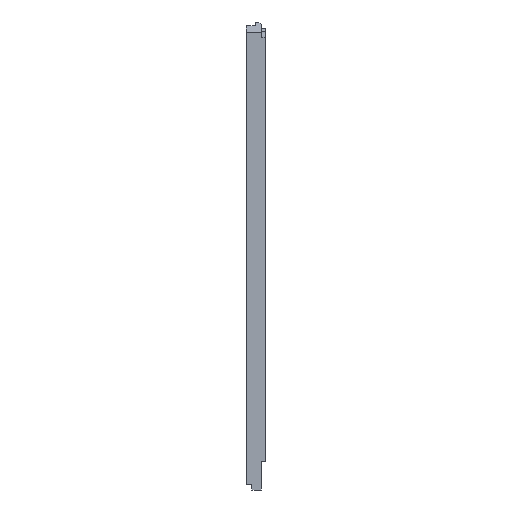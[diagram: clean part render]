
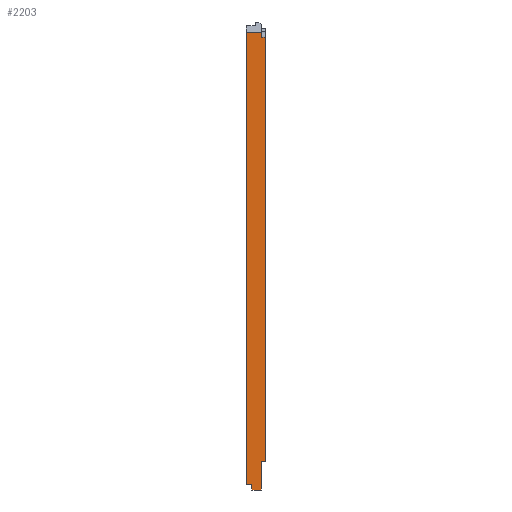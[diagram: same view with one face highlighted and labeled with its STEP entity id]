
A CAD part, left-side view. The second image highlights one B-rep face of the part: STEP entity #2203.
In plain terms, the highlighted planar face has unit normal (-1, 0, 0).
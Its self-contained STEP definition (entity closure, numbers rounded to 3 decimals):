
#52 = ORIENTED_EDGE ( 'NONE', *, *, #1096, .F. ) ;
#68 = VECTOR ( 'NONE', #2083, 1000. ) ;
#77 = VECTOR ( 'NONE', #1383, 1000. ) ;
#136 = CARTESIAN_POINT ( 'NONE',  ( -303., 7.5, -179.55 ) ) ;
#190 = LINE ( 'NONE', #255, #1332 ) ;
#207 = EDGE_CURVE ( 'NONE', #2371, #1425, #778, .T. ) ;
#225 = CARTESIAN_POINT ( 'NONE',  ( -303., -4.3, 171.55 ) ) ;
#239 = ORIENTED_EDGE ( 'NONE', *, *, #1574, .T. ) ;
#255 = CARTESIAN_POINT ( 'NONE',  ( -303., 7.5, 183.55 ) ) ;
#259 = CARTESIAN_POINT ( 'NONE',  ( -303., -7.4, 101.55 ) ) ;
#341 = DIRECTION ( 'NONE',  ( 0., 0., -1. ) ) ;
#348 = CARTESIAN_POINT ( 'NONE',  ( -303., -7.5, -161.55 ) ) ;
#370 = ORIENTED_EDGE ( 'NONE', *, *, #207, .T. ) ;
#371 = ORIENTED_EDGE ( 'NONE', *, *, #2734, .T. ) ;
#398 = CARTESIAN_POINT ( 'NONE',  ( -303., 3.2, -183.55 ) ) ;
#488 = VERTEX_POINT ( 'NONE', #1797 ) ;
#494 = CARTESIAN_POINT ( 'NONE',  ( -303., -4.3, -183.55 ) ) ;
#497 = CARTESIAN_POINT ( 'NONE',  ( -303., 0.5, 175.55 ) ) ;
#566 = VECTOR ( 'NONE', #341, 1000. ) ;
#594 = CARTESIAN_POINT ( 'NONE',  ( -303., -7.4, 183.55 ) ) ;
#644 = LINE ( 'NONE', #398, #68 ) ;
#655 = VECTOR ( 'NONE', #1854, 1000. ) ;
#661 = CARTESIAN_POINT ( 'NONE',  ( -303., -7.5, -161.55 ) ) ;
#707 = VECTOR ( 'NONE', #1002, 1000. ) ;
#715 = EDGE_CURVE ( 'NONE', #2371, #1468, #2464, .T. ) ;
#728 = VERTEX_POINT ( 'NONE', #1442 ) ;
#778 = LINE ( 'NONE', #497, #707 ) ;
#880 = LINE ( 'NONE', #2969, #2740 ) ;
#901 = ORIENTED_EDGE ( 'NONE', *, *, #2729, .F. ) ;
#911 = ORIENTED_EDGE ( 'NONE', *, *, #715, .F. ) ;
#923 = LINE ( 'NONE', #2463, #2127 ) ;
#1002 = DIRECTION ( 'NONE',  ( 0., 1., 0. ) ) ;
#1051 = EDGE_CURVE ( 'NONE', #2880, #1381, #2239, .T. ) ;
#1068 = DIRECTION ( 'NONE',  ( 0., -1., 0. ) ) ;
#1074 = CARTESIAN_POINT ( 'NONE',  ( -303., -7.5, 183.55 ) ) ;
#1096 = EDGE_CURVE ( 'NONE', #1841, #728, #1483, .T. ) ;
#1136 = EDGE_CURVE ( 'NONE', #488, #2145, #1293, .T. ) ;
#1167 = ORIENTED_EDGE ( 'NONE', *, *, #1136, .T. ) ;
#1169 = VERTEX_POINT ( 'NONE', #136 ) ;
#1293 = LINE ( 'NONE', #661, #655 ) ;
#1320 = DIRECTION ( 'NONE',  ( 0., -1., 0. ) ) ;
#1332 = VECTOR ( 'NONE', #2182, 1000. ) ;
#1335 = CARTESIAN_POINT ( 'NONE',  ( -303., -7.4, 171.55 ) ) ;
#1381 = VERTEX_POINT ( 'NONE', #259 ) ;
#1382 = CARTESIAN_POINT ( 'NONE',  ( -303., -7.5, 101.55 ) ) ;
#1383 = DIRECTION ( 'NONE',  ( 0., 1., 0. ) ) ;
#1416 = ORIENTED_EDGE ( 'NONE', *, *, #2121, .F. ) ;
#1425 = VERTEX_POINT ( 'NONE', #2955 ) ;
#1437 = LINE ( 'NONE', #2305, #1707 ) ;
#1442 = CARTESIAN_POINT ( 'NONE',  ( -303., 3.2, -183.55 ) ) ;
#1468 = VERTEX_POINT ( 'NONE', #3020 ) ;
#1483 = LINE ( 'NONE', #3033, #77 ) ;
#1497 = EDGE_CURVE ( 'NONE', #1381, #1581, #1437, .T. ) ;
#1517 = EDGE_CURVE ( 'NONE', #1581, #2145, #1998, .T. ) ;
#1519 = VERTEX_POINT ( 'NONE', #1786 ) ;
#1560 = DIRECTION ( 'NONE',  ( 0., -1., 0. ) ) ;
#1568 = DIRECTION ( 'NONE',  ( 0., 0., -1. ) ) ;
#1574 = EDGE_CURVE ( 'NONE', #1519, #728, #644, .T. ) ;
#1581 = VERTEX_POINT ( 'NONE', #1382 ) ;
#1625 = CARTESIAN_POINT ( 'NONE',  ( -303., 7.5, 183.55 ) ) ;
#1707 = VECTOR ( 'NONE', #1320, 1000. ) ;
#1728 = VECTOR ( 'NONE', #1560, 1000. ) ;
#1786 = CARTESIAN_POINT ( 'NONE',  ( -303., 3.2, -179.55 ) ) ;
#1797 = CARTESIAN_POINT ( 'NONE',  ( -303., -4.3, -161.55 ) ) ;
#1841 = VERTEX_POINT ( 'NONE', #494 ) ;
#1846 = ORIENTED_EDGE ( 'NONE', *, *, #1051, .F. ) ;
#1854 = DIRECTION ( 'NONE',  ( 0., -1., 0. ) ) ;
#1904 = FACE_OUTER_BOUND ( 'NONE', #3098, .T. ) ;
#1927 = CARTESIAN_POINT ( 'NONE',  ( -303., -4.3, 175.55 ) ) ;
#1947 = DIRECTION ( 'NONE',  ( 0., 0., -1. ) ) ;
#1988 = ORIENTED_EDGE ( 'NONE', *, *, #1497, .F. ) ;
#1998 = LINE ( 'NONE', #1074, #566 ) ;
#2083 = DIRECTION ( 'NONE',  ( 0., 0., -1. ) ) ;
#2106 = DIRECTION ( 'NONE',  ( -1., 0., 0. ) ) ;
#2121 = EDGE_CURVE ( 'NONE', #1468, #2880, #2360, .T. ) ;
#2127 = VECTOR ( 'NONE', #1068, 1000. ) ;
#2145 = VERTEX_POINT ( 'NONE', #348 ) ;
#2182 = DIRECTION ( 'NONE',  ( 0., 0., 1. ) ) ;
#2203 = ADVANCED_FACE ( 'NONE', ( #1904 ), #3106, .T. ) ;
#2239 = LINE ( 'NONE', #594, #2936 ) ;
#2294 = ORIENTED_EDGE ( 'NONE', *, *, #1517, .F. ) ;
#2305 = CARTESIAN_POINT ( 'NONE',  ( -303., -7.4, 101.55 ) ) ;
#2360 = LINE ( 'NONE', #3026, #1728 ) ;
#2371 = VERTEX_POINT ( 'NONE', #1927 ) ;
#2463 = CARTESIAN_POINT ( 'NONE',  ( -303., 7.5, -179.55 ) ) ;
#2464 = LINE ( 'NONE', #225, #2619 ) ;
#2619 = VECTOR ( 'NONE', #1947, 1000. ) ;
#2729 = EDGE_CURVE ( 'NONE', #1169, #1425, #190, .T. ) ;
#2734 = EDGE_CURVE ( 'NONE', #1169, #1519, #923, .T. ) ;
#2740 = VECTOR ( 'NONE', #3024, 1000. ) ;
#2753 = AXIS2_PLACEMENT_3D ( 'NONE', #1625, #2106, #2871 ) ;
#2871 = DIRECTION ( 'NONE',  ( 0., 0., 1. ) ) ;
#2880 = VERTEX_POINT ( 'NONE', #1335 ) ;
#2883 = EDGE_CURVE ( 'NONE', #1841, #488, #880, .T. ) ;
#2916 = ORIENTED_EDGE ( 'NONE', *, *, #2883, .T. ) ;
#2936 = VECTOR ( 'NONE', #1568, 1000. ) ;
#2955 = CARTESIAN_POINT ( 'NONE',  ( -303., 7.5, 175.55 ) ) ;
#2969 = CARTESIAN_POINT ( 'NONE',  ( -303., -4.3, -183.55 ) ) ;
#3020 = CARTESIAN_POINT ( 'NONE',  ( -303., -4.3, 171.55 ) ) ;
#3024 = DIRECTION ( 'NONE',  ( 0., 0., 1. ) ) ;
#3026 = CARTESIAN_POINT ( 'NONE',  ( -303., 12.253, 171.55 ) ) ;
#3033 = CARTESIAN_POINT ( 'NONE',  ( -303., -7.5, -183.55 ) ) ;
#3098 = EDGE_LOOP ( 'NONE', ( #1988, #1846, #1416, #911, #370, #901, #371, #239, #52, #2916, #1167, #2294 ) ) ;
#3106 = PLANE ( 'NONE',  #2753 ) ;
